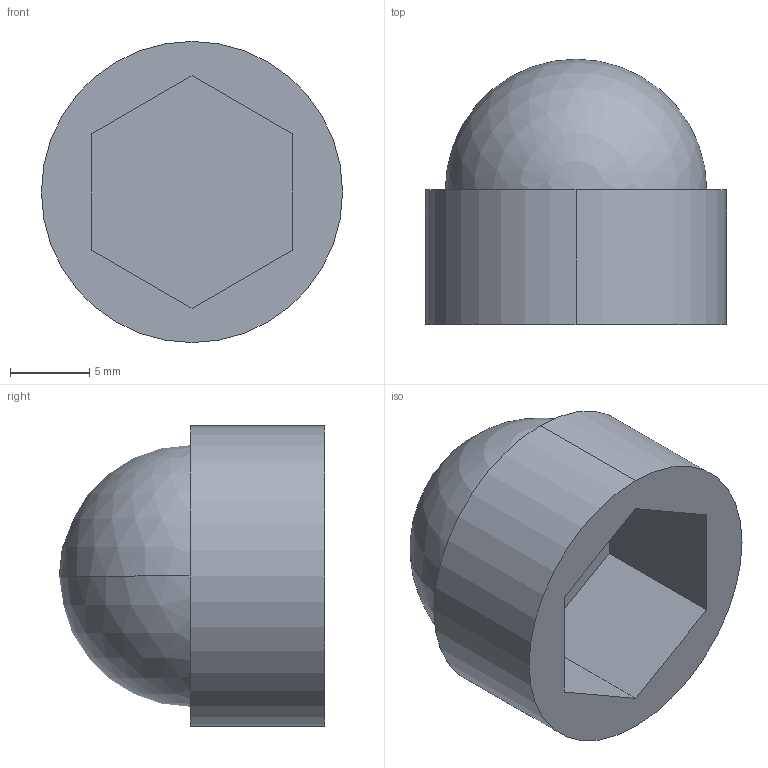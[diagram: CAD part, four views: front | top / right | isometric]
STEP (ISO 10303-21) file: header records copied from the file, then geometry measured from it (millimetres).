
FILE_DESCRIPTION (( 'STEP AP214' ), '1' );
FILE_NAME ('70372 Nut Cover Polyethylene White 12.8mm M8.STEP', '2025-07-07T01:56:16', ( '' ), ( '' ), 'SwSTEP 2.0', 'SolidWorks 2025', '' );
FILE_SCHEMA (( 'AUTOMOTIVE_DESIGN' ));
Length unit declared in the file: millimetre
Products named in the file (1): 70372 Nut Cover Polyethylene White 12.8mm M8
Bounding box: 19 x 16.75 x 19 mm (x, y, z)
Volume: 2370.8 mm3; surface area: 1671 mm2
Topology: 1 solids, 1 shells, 13 faces, 32 edges, 21 vertices
Faces by surface type: plane 9, sphere 2, cylinder 2
Entity records: 381 total; most frequent: DIRECTION 64, CARTESIAN_POINT 61, ORIENTED_EDGE 56, EDGE_CURVE 28, AXIS2_PLACEMENT_3D 22, LINE 20, VECTOR 20, VERTEX_POINT 19
